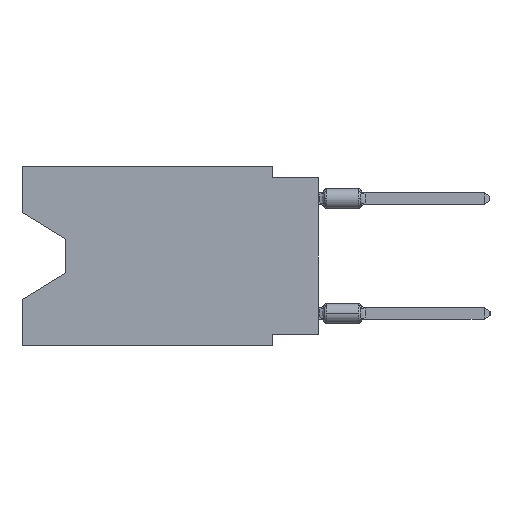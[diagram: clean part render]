
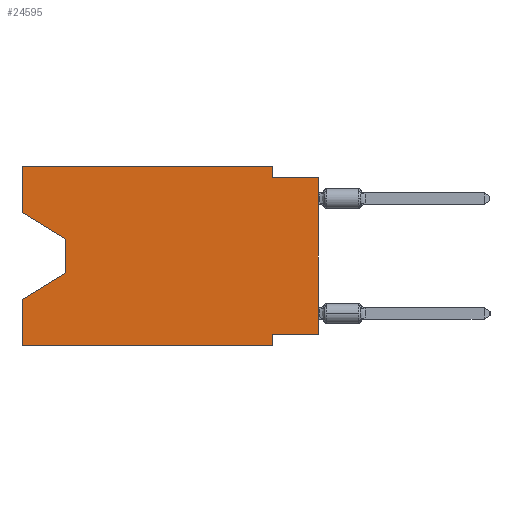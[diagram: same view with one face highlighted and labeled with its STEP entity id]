
A CAD part, left-side view. The second image highlights one B-rep face of the part: STEP entity #24595.
In plain terms, the highlighted planar face has unit normal (-1, 0, 0).
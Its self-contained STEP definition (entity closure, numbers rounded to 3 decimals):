
#194 = VECTOR ( 'NONE', #41710, 1000. ) ;
#370 = CARTESIAN_POINT ( 'NONE',  ( 0., 16.383, -7.36 ) ) ;
#524 = CARTESIAN_POINT ( 'NONE',  ( 0., 2.54, -9.906 ) ) ;
#1208 = EDGE_CURVE ( 'NONE', #26173, #11969, #4863, .T. ) ;
#1512 = DIRECTION ( 'NONE',  ( 0., -0.855, -0.519 ) ) ;
#2035 = LINE ( 'NONE', #43379, #16080 ) ;
#2788 = DIRECTION ( 'NONE',  ( 0., 0., -1. ) ) ;
#4746 = CARTESIAN_POINT ( 'NONE',  ( 0., 2.54, -9.271 ) ) ;
#4863 = LINE ( 'NONE', #59107, #194 ) ;
#5115 = CARTESIAN_POINT ( 'NONE',  ( 0., 16.383, -9.906 ) ) ;
#5386 = EDGE_CURVE ( 'NONE', #11969, #29328, #14099, .T. ) ;
#5419 = LINE ( 'NONE', #41976, #25293 ) ;
#5786 = EDGE_CURVE ( 'NONE', #46733, #49389, #46366, .T. ) ;
#6109 = VERTEX_POINT ( 'NONE', #49021 ) ;
#7294 = CARTESIAN_POINT ( 'NONE',  ( 0., 2.54, 0. ) ) ;
#7295 = VERTEX_POINT ( 'NONE', #19006 ) ;
#8576 = DIRECTION ( 'NONE',  ( 0., -1., 0. ) ) ;
#8613 = EDGE_CURVE ( 'NONE', #6109, #7295, #48332, .T. ) ;
#10703 = CARTESIAN_POINT ( 'NONE',  ( 0., 16.383, 0. ) ) ;
#11969 = VERTEX_POINT ( 'NONE', #22539 ) ;
#12528 = AXIS2_PLACEMENT_3D ( 'NONE', #10703, #38834, #19988 ) ;
#13396 = CARTESIAN_POINT ( 'NONE',  ( 0., 13.97, -4.013 ) ) ;
#14099 = LINE ( 'NONE', #32375, #44704 ) ;
#14180 = EDGE_CURVE ( 'NONE', #45655, #29328, #2035, .T. ) ;
#14552 = VECTOR ( 'NONE', #2788, 1000. ) ;
#14907 = CARTESIAN_POINT ( 'NONE',  ( 0., 16.383, -9.906 ) ) ;
#15506 = CARTESIAN_POINT ( 'NONE',  ( 0., 0., -9.271 ) ) ;
#16080 = VECTOR ( 'NONE', #24811, 1000. ) ;
#16219 = VERTEX_POINT ( 'NONE', #43249 ) ;
#16938 = CARTESIAN_POINT ( 'NONE',  ( 0., 16.383, 0. ) ) ;
#19006 = CARTESIAN_POINT ( 'NONE',  ( 0., 2.54, -0.635 ) ) ;
#19682 = LINE ( 'NONE', #28369, #50795 ) ;
#19988 = DIRECTION ( 'NONE',  ( 0., 0., -1. ) ) ;
#21278 = ORIENTED_EDGE ( 'NONE', *, *, #44751, .F. ) ;
#22401 = ORIENTED_EDGE ( 'NONE', *, *, #8613, .F. ) ;
#22539 = CARTESIAN_POINT ( 'NONE',  ( 0., 13.97, -5.893 ) ) ;
#22846 = EDGE_LOOP ( 'NONE', ( #59027, #36757, #52339, #52695, #51634, #49015, #21278, #22916, #42687, #22401, #52229, #28390 ) ) ;
#22916 = ORIENTED_EDGE ( 'NONE', *, *, #30016, .T. ) ;
#23603 = DIRECTION ( 'NONE',  ( 0., 0., -1. ) ) ;
#23620 = VECTOR ( 'NONE', #41945, 1000. ) ;
#24455 = EDGE_CURVE ( 'NONE', #7295, #16219, #19682, .T. ) ;
#24595 = ADVANCED_FACE ( 'NONE', ( #39132 ), #29844, .F. ) ;
#24811 = DIRECTION ( 'NONE',  ( 0., 0., 1. ) ) ;
#25293 = VECTOR ( 'NONE', #1512, 1000. ) ;
#26173 = VERTEX_POINT ( 'NONE', #13396 ) ;
#26344 = VERTEX_POINT ( 'NONE', #16938 ) ;
#28172 = DIRECTION ( 'NONE',  ( 0., 0.855, -0.519 ) ) ;
#28369 = CARTESIAN_POINT ( 'NONE',  ( 0., 0., -0.635 ) ) ;
#28390 = ORIENTED_EDGE ( 'NONE', *, *, #33747, .F. ) ;
#29328 = VERTEX_POINT ( 'NONE', #370 ) ;
#29590 = VECTOR ( 'NONE', #51760, 1000. ) ;
#29692 = CARTESIAN_POINT ( 'NONE',  ( 0., 0., -9.271 ) ) ;
#29844 = PLANE ( 'NONE',  #12528 ) ;
#30016 = EDGE_CURVE ( 'NONE', #32006, #16219, #51415, .T. ) ;
#32006 = VERTEX_POINT ( 'NONE', #29692 ) ;
#32375 = CARTESIAN_POINT ( 'NONE',  ( 0., 13.97, -5.893 ) ) ;
#32863 = DIRECTION ( 'NONE',  ( 0., -1., 0. ) ) ;
#33249 = LINE ( 'NONE', #40538, #23620 ) ;
#33747 = EDGE_CURVE ( 'NONE', #57208, #26344, #33249, .T. ) ;
#34308 = DIRECTION ( 'NONE',  ( 0., 0., 1. ) ) ;
#36757 = ORIENTED_EDGE ( 'NONE', *, *, #1208, .T. ) ;
#37969 = LINE ( 'NONE', #15506, #29590 ) ;
#38062 = DIRECTION ( 'NONE',  ( 0., -1., 0. ) ) ;
#38834 = DIRECTION ( 'NONE',  ( 1., 0., 0. ) ) ;
#38927 = VECTOR ( 'NONE', #38062, 1000. ) ;
#39132 = FACE_OUTER_BOUND ( 'NONE', #22846, .T. ) ;
#39972 = EDGE_CURVE ( 'NONE', #45655, #49389, #46749, .T. ) ;
#40538 = CARTESIAN_POINT ( 'NONE',  ( 0., 16.383, 0. ) ) ;
#40570 = VECTOR ( 'NONE', #34308, 1000. ) ;
#40906 = VECTOR ( 'NONE', #23603, 1000. ) ;
#41710 = DIRECTION ( 'NONE',  ( 0., 0., -1. ) ) ;
#41945 = DIRECTION ( 'NONE',  ( 0., 0., 1. ) ) ;
#41976 = CARTESIAN_POINT ( 'NONE',  ( 0., 16.383, -2.546 ) ) ;
#42687 = ORIENTED_EDGE ( 'NONE', *, *, #24455, .F. ) ;
#43249 = CARTESIAN_POINT ( 'NONE',  ( 0., 0., -0.635 ) ) ;
#43379 = CARTESIAN_POINT ( 'NONE',  ( 0., 16.383, 0. ) ) ;
#44704 = VECTOR ( 'NONE', #28172, 1000. ) ;
#44751 = EDGE_CURVE ( 'NONE', #32006, #46733, #37969, .T. ) ;
#45655 = VERTEX_POINT ( 'NONE', #14907 ) ;
#46065 = CARTESIAN_POINT ( 'NONE',  ( 0., 2.54, -9.906 ) ) ;
#46366 = LINE ( 'NONE', #46065, #40906 ) ;
#46733 = VERTEX_POINT ( 'NONE', #4746 ) ;
#46749 = LINE ( 'NONE', #5115, #38927 ) ;
#48332 = LINE ( 'NONE', #7294, #14552 ) ;
#48386 = VECTOR ( 'NONE', #8576, 1000. ) ;
#49015 = ORIENTED_EDGE ( 'NONE', *, *, #5786, .F. ) ;
#49021 = CARTESIAN_POINT ( 'NONE',  ( 0., 2.54, 0. ) ) ;
#49213 = EDGE_CURVE ( 'NONE', #57208, #26173, #5419, .T. ) ;
#49389 = VERTEX_POINT ( 'NONE', #524 ) ;
#49487 = CARTESIAN_POINT ( 'NONE',  ( 0., 16.383, -2.546 ) ) ;
#49606 = CARTESIAN_POINT ( 'NONE',  ( 0., 16.383, 0. ) ) ;
#50795 = VECTOR ( 'NONE', #32863, 1000. ) ;
#51415 = LINE ( 'NONE', #52292, #40570 ) ;
#51634 = ORIENTED_EDGE ( 'NONE', *, *, #39972, .T. ) ;
#51760 = DIRECTION ( 'NONE',  ( 0., 1., 0. ) ) ;
#52229 = ORIENTED_EDGE ( 'NONE', *, *, #54044, .F. ) ;
#52292 = CARTESIAN_POINT ( 'NONE',  ( 0., 0., 0. ) ) ;
#52339 = ORIENTED_EDGE ( 'NONE', *, *, #5386, .T. ) ;
#52695 = ORIENTED_EDGE ( 'NONE', *, *, #14180, .F. ) ;
#54044 = EDGE_CURVE ( 'NONE', #26344, #6109, #54388, .T. ) ;
#54388 = LINE ( 'NONE', #49606, #48386 ) ;
#57208 = VERTEX_POINT ( 'NONE', #49487 ) ;
#59027 = ORIENTED_EDGE ( 'NONE', *, *, #49213, .T. ) ;
#59107 = CARTESIAN_POINT ( 'NONE',  ( 0., 13.97, -4.013 ) ) ;
